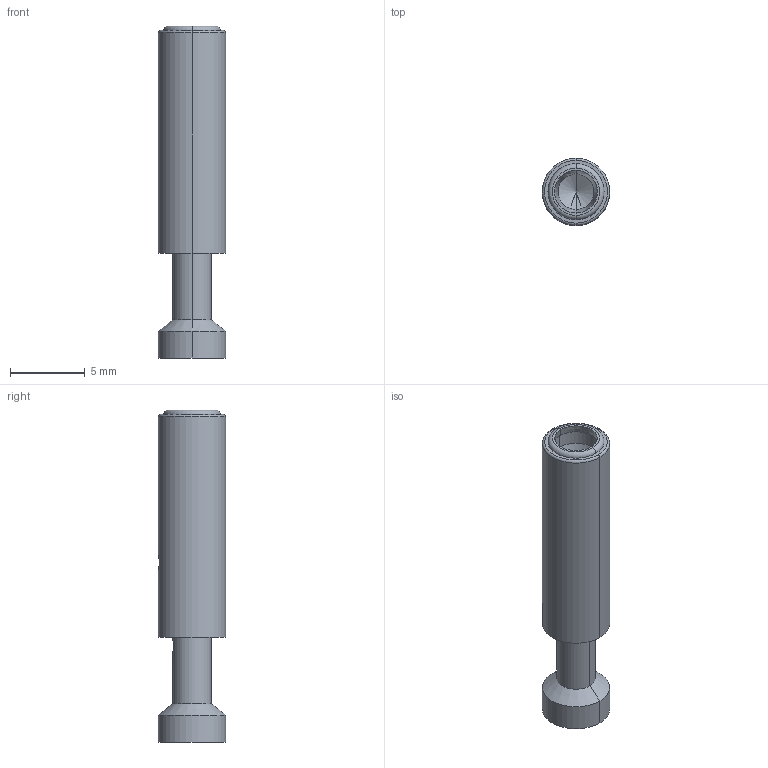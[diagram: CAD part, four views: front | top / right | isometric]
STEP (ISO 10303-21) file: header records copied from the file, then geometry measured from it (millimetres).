
FILE_DESCRIPTION((''),'2;1');
FILE_NAME('3D_1010192200609_CEGFH-0_75G_V1','2020-12-21T',('tc.chen'),(''),'PRO/ENGINEER BY PARAMETRIC TECHNOLOGY CORPORATION, 2012480','PRO/ENGINEER BY PARAMETRIC TECHNOLOGY CORPORATION, 2012480','');
FILE_SCHEMA(('AUTOMOTIVE_DESIGN { 1 0 10303 214 1 1 1 1 }'));
Length unit declared in the file: millimetre
Products named in the file (1): 3D_1010192200609_CEGFH-0_75G_V1
Bounding box: 4.5 x 4.5 x 22.2 mm (x, y, z)
Volume: 204.4 mm3; surface area: 469.3 mm2
Topology: 1 solids, 1 shells, 41 faces, 102 edges, 60 vertices
Faces by surface type: cylinder 18, cone 12, torus 6, plane 5
Entity records: 1341 total; most frequent: CARTESIAN_POINT 318, DIRECTION 212, ORIENTED_EDGE 196, EDGE_CURVE 98, AXIS2_PLACEMENT_3D 89, VERTEX_POINT 60, CIRCLE 48, EDGE_LOOP 46
